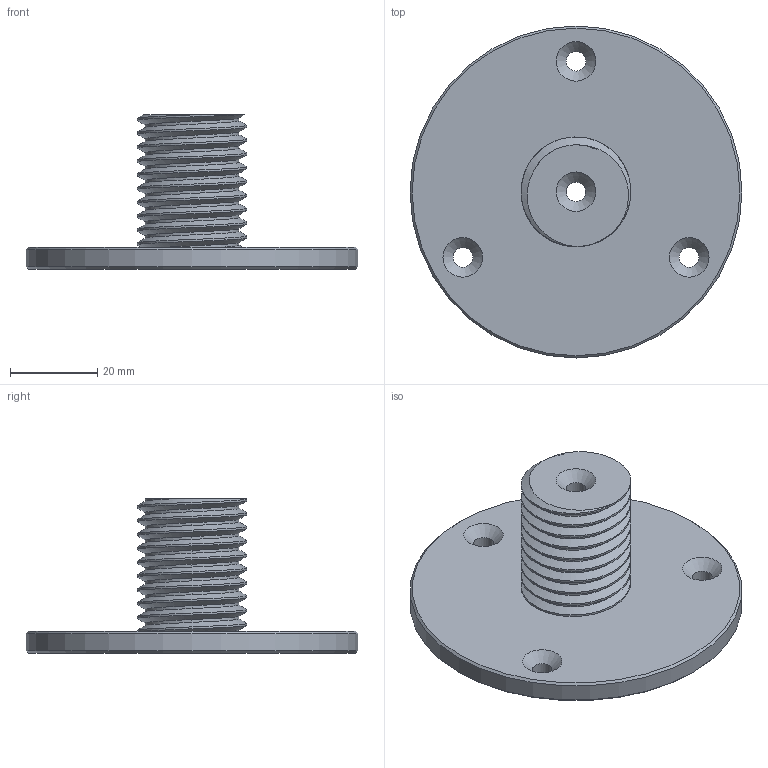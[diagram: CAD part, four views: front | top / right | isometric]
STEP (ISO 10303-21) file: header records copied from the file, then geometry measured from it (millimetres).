
FILE_DESCRIPTION(/* description */ (''),/* implementation_level */ '2;1');
FILE_NAME(/* name */ 'Chuck Storage Mount v4.step',/* time_stamp */ '2020-10-21T16:21:56-04:00',/* author */ (''),/* organization */ (''),/* preprocessor_version */ 'ST-DEVELOPER v18.1',/* originating_system */ 'Autodesk Translation Framework v9.3.0.1241',/* authorisation */ '');
FILE_SCHEMA (('AUTOMOTIVE_DESIGN { 1 0 10303 214 3 1 1 }'));
Length unit declared in the file: millimetre
Products named in the file (1): Chuck Storage Mount
Bounding box: 76.2 x 76.2 x 35.4 mm (x, y, z)
Volume: 34697.8 mm3; surface area: 14392.9 mm2
Topology: 1 solids, 1 shells, 37 faces, 96 edges, 62 vertices
Faces by surface type: cylinder 26, cone 6, plane 3, bspline 2
Full cylindrical faces by diameter (mm): 4.5 x4, 21.57 x8, 25.159 x9, 76.2 x1
Entity records: 3704 total; most frequent: CARTESIAN_POINT 2827, ORIENTED_EDGE 192, DIRECTION 142, EDGE_CURVE 96, VERTEX_POINT 62, AXIS2_PLACEMENT_3D 56, EDGE_LOOP 46, B_SPLINE_CURVE_WITH_KNOTS 46
